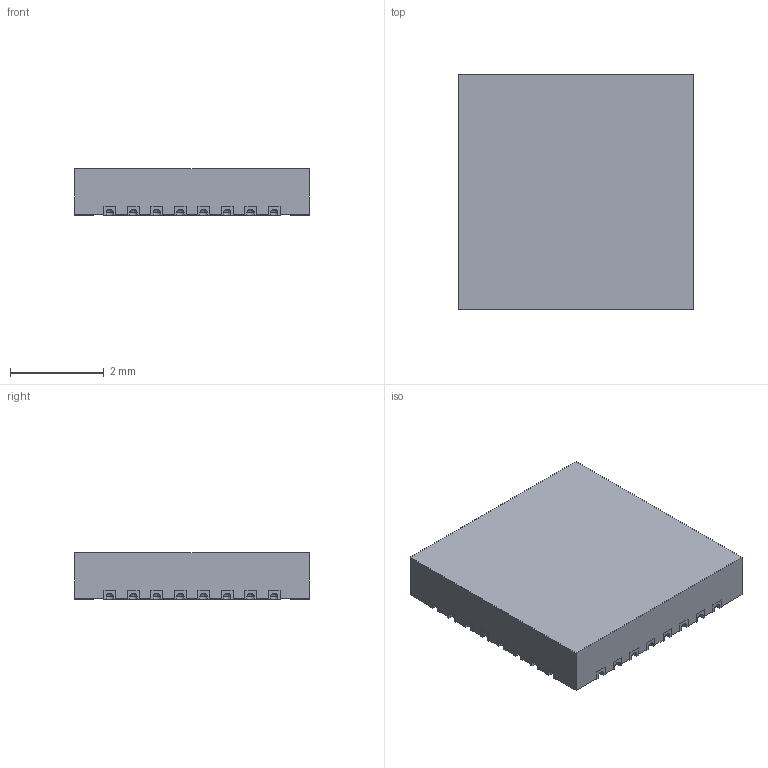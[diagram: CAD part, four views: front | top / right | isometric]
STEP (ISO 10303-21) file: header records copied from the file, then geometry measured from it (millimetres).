
FILE_DESCRIPTION((''),'2;1');
FILE_NAME('RHB0032V_ASM','2020-04-23T13:03:30',('a0412086'),(''),'CREO PARAMETRIC BY PTC INC, 2019292','CREO PARAMETRIC BY PTC INC, 2019292','');
FILE_SCHEMA(('AUTOMOTIVE_DESIGN { 1 0 10303 214 1 1 1 1 }'));
Length unit declared in the file: millimetre
Products named in the file (3): BODY-QFN; FRAME; RHB0032V_ASM
Assembly tree (2 placements, depth 2):
  RHB0032V_ASM
    BODY-QFN
    FRAME
Bounding box: 5 x 5 x 1 mm (x, y, z)
Volume: 24.6 mm3; surface area: 118.2 mm2
Topology: 34 solids, 34 shells, 605 faces, 1538 edges, 1004 vertices
Faces by surface type: plane 397, cylinder 176, bspline 32
Entity records: 24084 total; most frequent: CARTESIAN_POINT 4023, DIRECTION 3078, ORIENTED_EDGE 3076, PRESENTATION_STYLE_ASSIGNMENT 1605, STYLED_ITEM 1572, CURVE_STYLE 1538, EDGE_CURVE 1538, VECTOR 1154
